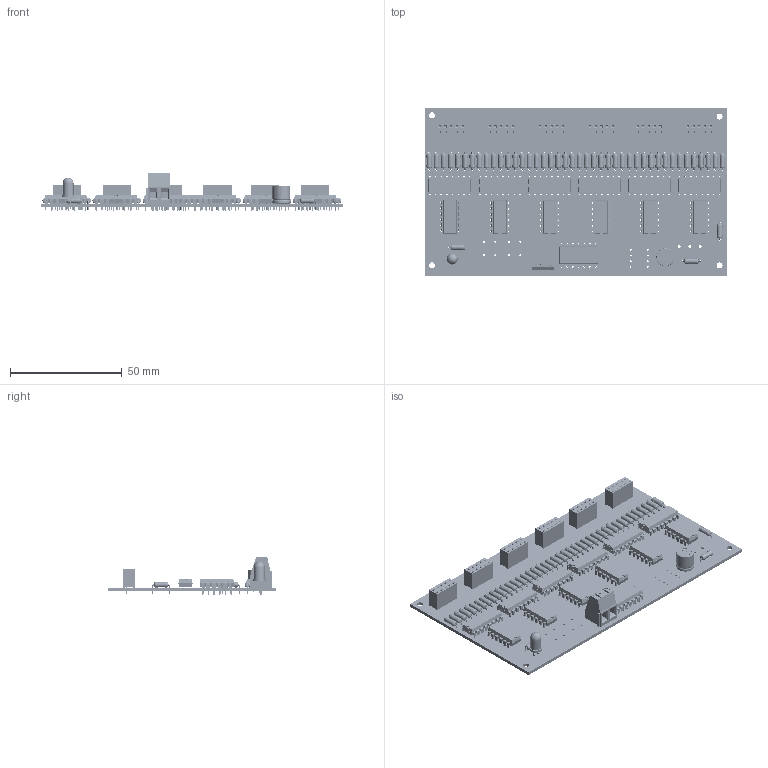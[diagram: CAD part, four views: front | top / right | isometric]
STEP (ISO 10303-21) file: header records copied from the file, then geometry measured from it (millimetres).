
FILE_DESCRIPTION(('KiCad electronic assembly'),'2;1');
FILE_NAME('owen proyecto reloj.step','2025-10-17T19:50:58',('Pcbnew'),( 'Kicad'),'Open CASCADE STEP processor 7.8','KiCad to STEP converter' ,'Unknown');
FILE_SCHEMA(('AUTOMOTIVE_DESIGN { 1 0 10303 214 1 1 1 1 }'));
Length unit declared in the file: millimetre
Products named in the file (10): owen proyecto reloj 1; R_Axial_DIN0207_L6.3mm_D2.5mm_P7.62mm_Horizontal; PinSocket_2x05_P2.54mm_Vertical; DIP-16_W7.62mm; DIP-12_W7.62mm; LED_D5.0mm; CP_Radial_D8.0mm_P3.50mm; DIP-14_W10.16mm; TerminalBlock_Phoenix_MKDS-1,5-2-5.08_1x02_P5.08mm_Horizontal; owen proyecto reloj_PCB
Assembly tree (68 placements, depth 2):
  owen proyecto reloj 1
    R_Axial_DIN0207_L6.3mm_D2.5mm_P7.62mm_Horizontal  x45
    PinSocket_2x05_P2.54mm_Vertical  x6
    DIP-16_W7.62mm  x6
    DIP-12_W7.62mm  x6
    LED_D5.0mm
    CP_Radial_D8.0mm_P3.50mm
    DIP-14_W10.16mm
    TerminalBlock_Phoenix_MKDS-1,5-2-5.08_1x02_P5.08mm_Horizontal
    owen proyecto reloj_PCB
Bounding box: 134.82 x 74.9 x 17.3 mm (x, y, z)
Volume: 25494 mm3; surface area: 37893.2 mm2
Topology: 68 solids, 69 shells, 6157 faces, 15648 edges, 9938 vertices
Faces by surface type: plane 4544, cylinder 984, bspline 440, torus 182, revolution 6, sphere 1
Full cylindrical faces by diameter (mm): 0.5 x2, 0.6 x90, 0.8 x282, 0.9 x10, 1 x60, 1.27 x3, 1.3 x2, 2.25 x45, 2.5 x90, 2.7 x4, 3.8 x2, 4 x2, 4.9 x1
Entity records: 62538 total; most frequent: CARTESIAN_POINT 10644, ORIENTED_EDGE 8550, DIRECTION 8255, EDGE_CURVE 4275, LINE 3161, VECTOR 3161, VERTEX_POINT 2742, AXIS2_PLACEMENT_3D 2544
